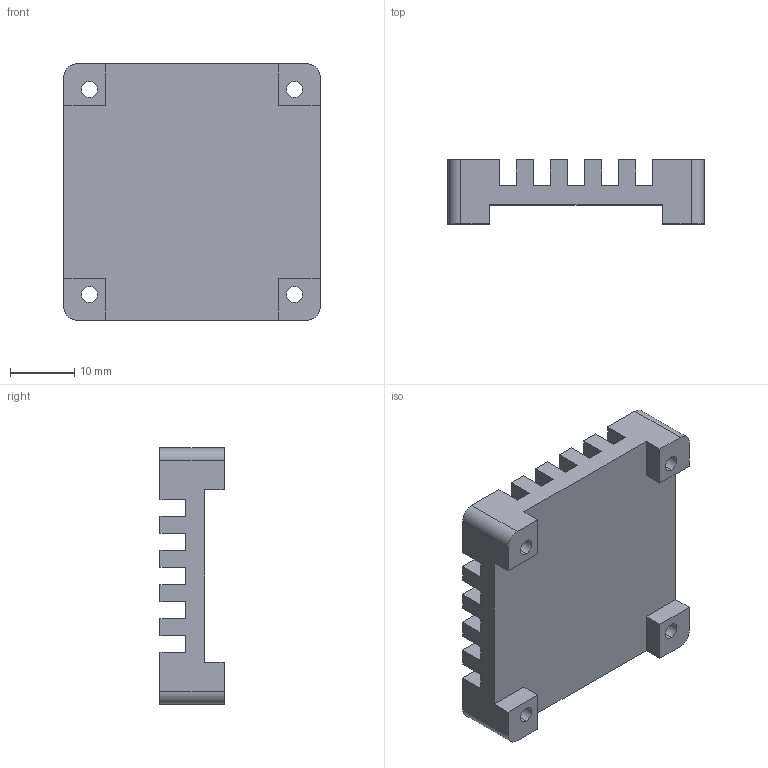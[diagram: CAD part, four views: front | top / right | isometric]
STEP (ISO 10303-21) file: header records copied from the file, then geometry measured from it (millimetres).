
FILE_DESCRIPTION (( 'STEP AP214' ), '1' );
FILE_NAME ('【机加工】CNC40mm散热片 -台阶.STEP', '2025-02-06T17:06:29', ( '' ), ( '' ), 'SwSTEP 2.0', 'SolidWorks 2024', '' );
FILE_SCHEMA (( 'AUTOMOTIVE_DESIGN' ));
Length unit declared in the file: millimetre
Products named in the file (1): 【机加工】CNC40mm散热片 -台阶
Bounding box: 40 x 10 x 40 mm (x, y, z)
Volume: 7465.6 mm3; surface area: 6785.7 mm2
Topology: 1 solids, 1 shells, 266 faces, 696 edges, 464 vertices
Faces by surface type: plane 254, cylinder 12
Entity records: 8063 total; most frequent: CARTESIAN_POINT 1427, ORIENTED_EDGE 1392, DIRECTION 1254, EDGE_CURVE 696, LINE 672, VECTOR 672, VERTEX_POINT 464, EDGE_LOOP 306
